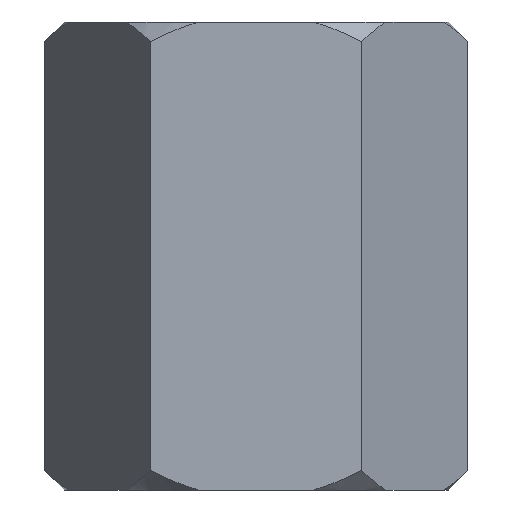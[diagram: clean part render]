
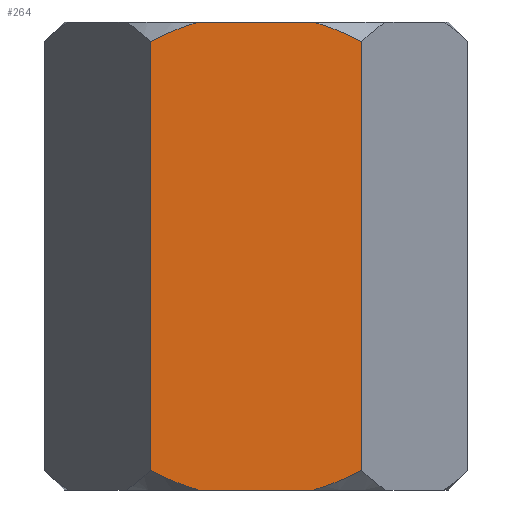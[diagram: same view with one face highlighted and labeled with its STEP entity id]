
A CAD part, front view. The second image highlights one B-rep face of the part: STEP entity #264.
In plain terms, the highlighted planar face has unit normal (0, -1, 0).
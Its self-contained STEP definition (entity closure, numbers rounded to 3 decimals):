
#92 = VERTEX_POINT('',#93);
#93 = CARTESIAN_POINT('',(-0.739,-2.35,0.));
#100 = EDGE_CURVE('',#92,#101,#103,.T.);
#101 = VERTEX_POINT('',#102);
#102 = CARTESIAN_POINT('',(0.739,-2.35,0.));
#103 = LINE('',#104,#105);
#104 = CARTESIAN_POINT('',(-1.357,-2.35,0.));
#105 = VECTOR('',#106,1.);
#106 = DIRECTION('',(1.,0.,0.));
#193 = VERTEX_POINT('',#194);
#194 = CARTESIAN_POINT('',(1.357,-2.35,0.25));
#201 = EDGE_CURVE('',#193,#202,#204,.T.);
#202 = VERTEX_POINT('',#203);
#203 = CARTESIAN_POINT('',(1.357,-2.35,5.75));
#204 = LINE('',#205,#206);
#205 = CARTESIAN_POINT('',(1.357,-2.35,0.));
#206 = VECTOR('',#207,1.);
#207 = DIRECTION('',(0.,0.,1.));
#252 = EDGE_CURVE('',#101,#193,#253,.T.);
#253 = HYPERBOLA('',#254,2.35,2.35);
#254 = AXIS2_PLACEMENT_3D('',#255,#256,#257);
#255 = CARTESIAN_POINT('',(0.,-2.35,-2.464));
#256 = DIRECTION('',(0.,1.,0.));
#257 = DIRECTION('',(0.,0.,1.));
#264 = ADVANCED_FACE('',(#265),#311,.F.);
#265 = FACE_BOUND('',#266,.F.);
#266 = EDGE_LOOP('',(#267,#276,#284,#293,#301,#308,#309,#310));
#267 = ORIENTED_EDGE('',*,*,#268,.F.);
#268 = EDGE_CURVE('',#269,#92,#271,.T.);
#269 = VERTEX_POINT('',#270);
#270 = CARTESIAN_POINT('',(-1.357,-2.35,0.25));
#271 = HYPERBOLA('',#272,2.35,2.35);
#272 = AXIS2_PLACEMENT_3D('',#273,#274,#275);
#273 = CARTESIAN_POINT('',(0.,-2.35,-2.464));
#274 = DIRECTION('',(0.,1.,0.));
#275 = DIRECTION('',(0.,0.,1.));
#276 = ORIENTED_EDGE('',*,*,#277,.T.);
#277 = EDGE_CURVE('',#269,#278,#280,.T.);
#278 = VERTEX_POINT('',#279);
#279 = CARTESIAN_POINT('',(-1.357,-2.35,5.75));
#280 = LINE('',#281,#282);
#281 = CARTESIAN_POINT('',(-1.357,-2.35,0.));
#282 = VECTOR('',#283,1.);
#283 = DIRECTION('',(0.,0.,1.));
#284 = ORIENTED_EDGE('',*,*,#285,.F.);
#285 = EDGE_CURVE('',#286,#278,#288,.T.);
#286 = VERTEX_POINT('',#287);
#287 = CARTESIAN_POINT('',(-0.739,-2.35,6.));
#288 = HYPERBOLA('',#289,2.35,2.35);
#289 = AXIS2_PLACEMENT_3D('',#290,#291,#292);
#290 = CARTESIAN_POINT('',(0.,-2.35,8.464));
#291 = DIRECTION('',(0.,1.,0.));
#292 = DIRECTION('',(0.,0.,-1.));
#293 = ORIENTED_EDGE('',*,*,#294,.T.);
#294 = EDGE_CURVE('',#286,#295,#297,.T.);
#295 = VERTEX_POINT('',#296);
#296 = CARTESIAN_POINT('',(0.739,-2.35,6.));
#297 = LINE('',#298,#299);
#298 = CARTESIAN_POINT('',(-1.357,-2.35,6.));
#299 = VECTOR('',#300,1.);
#300 = DIRECTION('',(1.,0.,0.));
#301 = ORIENTED_EDGE('',*,*,#302,.F.);
#302 = EDGE_CURVE('',#202,#295,#303,.T.);
#303 = HYPERBOLA('',#304,2.35,2.35);
#304 = AXIS2_PLACEMENT_3D('',#305,#306,#307);
#305 = CARTESIAN_POINT('',(0.,-2.35,8.464));
#306 = DIRECTION('',(0.,1.,0.));
#307 = DIRECTION('',(0.,0.,-1.));
#308 = ORIENTED_EDGE('',*,*,#201,.F.);
#309 = ORIENTED_EDGE('',*,*,#252,.F.);
#310 = ORIENTED_EDGE('',*,*,#100,.F.);
#311 = PLANE('',#312);
#312 = AXIS2_PLACEMENT_3D('',#313,#314,#315);
#313 = CARTESIAN_POINT('',(-1.357,-2.35,0.));
#314 = DIRECTION('',(0.,1.,0.));
#315 = DIRECTION('',(1.,0.,0.));
